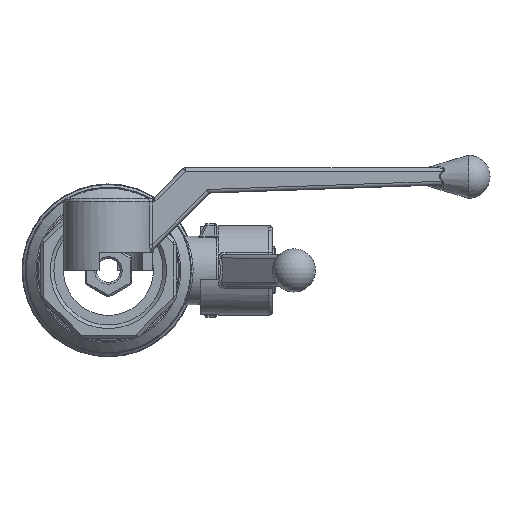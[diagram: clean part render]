
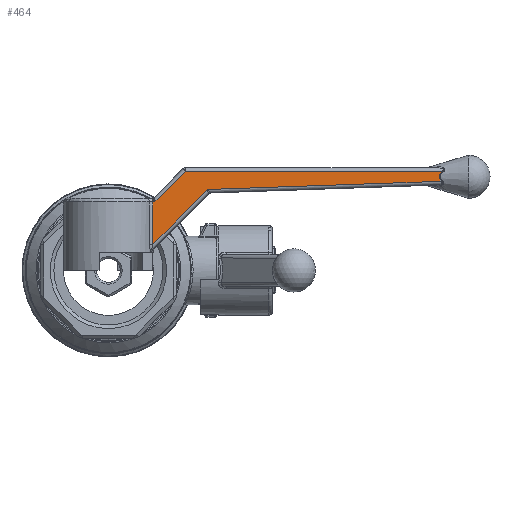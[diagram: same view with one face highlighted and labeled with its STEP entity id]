
A CAD part, front view. The second image highlights one B-rep face of the part: STEP entity #464.
In plain terms, the highlighted planar face has unit normal (0.011, -1, 0).
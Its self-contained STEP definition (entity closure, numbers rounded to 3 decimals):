
#464 = ADVANCED_FACE( '', ( #1138 ), #1139, .T. );
#1138 = FACE_OUTER_BOUND( '', #2439, .T. );
#1139 = PLANE( '', #2440 );
#2439 = EDGE_LOOP( '', ( #5228, #5229, #5230, #5231, #5232, #5233, #5234 ) );
#2440 = AXIS2_PLACEMENT_3D( '', #5235, #5236, #5237 );
#5228 = ORIENTED_EDGE( '', *, *, #7203, .T. );
#5229 = ORIENTED_EDGE( '', *, *, #7257, .T. );
#5230 = ORIENTED_EDGE( '', *, *, #7258, .T. );
#5231 = ORIENTED_EDGE( '', *, *, #7018, .T. );
#5232 = ORIENTED_EDGE( '', *, *, #6939, .T. );
#5233 = ORIENTED_EDGE( '', *, *, #7259, .T. );
#5234 = ORIENTED_EDGE( '', *, *, #7141, .T. );
#5235 = CARTESIAN_POINT( '', ( 10., -4.5, -107.376 ) );
#5236 = DIRECTION( '', ( 0.011, -1., 0. ) );
#5237 = DIRECTION( '', ( 1., 0.011, 0. ) );
#6939 = EDGE_CURVE( '', #7866, #7867, #7868, .F. );
#7018 = EDGE_CURVE( '', #8007, #7866, #8008, .F. );
#7141 = EDGE_CURVE( '', #8215, #7882, #8216, .F. );
#7203 = EDGE_CURVE( '', #7882, #8314, #8315, .F. );
#7257 = EDGE_CURVE( '', #8314, #8397, #8398, .T. );
#7258 = EDGE_CURVE( '', #8397, #8007, #8399, .F. );
#7259 = EDGE_CURVE( '', #7867, #8215, #8400, .F. );
#7866 = VERTEX_POINT( '', #9172 );
#7867 = VERTEX_POINT( '', #9173 );
#7868 = LINE( '', #9174, #9175 );
#7882 = VERTEX_POINT( '', #9189 );
#8007 = VERTEX_POINT( '', #9744 );
#8008 = LINE( '', #9745, #9746 );
#8215 = VERTEX_POINT( '', #10047 );
#8216 = LINE( '', #10048, #10049 );
#8314 = VERTEX_POINT( '', #10274 );
#8315 = LINE( '', #10275, #10276 );
#8397 = VERTEX_POINT( '', #10457 );
#8398 = B_SPLINE_CURVE_WITH_KNOTS( '', 3, ( #10458, #10459, #10460, #10461, #10462, #10463, #10464, #10465, #10466, #10467, #10468, #10469, #10470, #10471, #10472, #10473, #10474, #10475, #10476, #10477, #10478, #10479, #10480, #10481, #10482, #10483, #10484, #10485, #10486, #10487, #10488, #10489, #10490, #10491, #10492, #10493, #10494, #10495, #10496, #10497, #10498, #10499, #10500, #10501, #10502, #10503, #10504, #10505 ), .UNSPECIFIED., .F., .F., ( 4, 2, 2, 2, 2, 2, 2, 2, 2, 2, 2, 1, 1, 1, 1, 1, 2, 2, 2, 2, 2, 1, 2, 2, 2, 2, 4 ), ( 0., 0., 0., 0.001, 0.001, 0.001, 0.001, 0.001, 0.001, 0.001, 0.001, 0.001, 0.001, 0.002, 0.002, 0.002, 0.002, 0.002, 0.002, 0.002, 0.002, 0.002, 0.003, 0.003, 0.003, 0.003, 0.003 ), .UNSPECIFIED. );
#8399 = LINE( '', #10506, #10507 );
#8400 = LINE( '', #10508, #10509 );
#9172 = CARTESIAN_POINT( '', ( 12.925, -4.467, 19. ) );
#9173 = CARTESIAN_POINT( '', ( 12.329, -4.474, 19. ) );
#9174 = CARTESIAN_POINT( '', ( 10.586, -4.493, 19. ) );
#9175 = VECTOR( '', #13575, 1000. );
#9189 = CARTESIAN_POINT( '', ( 27.568, -4.305, 22.471 ) );
#9744 = CARTESIAN_POINT( '', ( 21.425, -4.373, 27.5 ) );
#9745 = CARTESIAN_POINT( '', ( 13.213, -4.464, 19.287 ) );
#9746 = VECTOR( '', #13699, 1000. );
#10047 = CARTESIAN_POINT( '', ( 12.329, -4.474, 7.232 ) );
#10048 = CARTESIAN_POINT( '', ( 27.284, -4.308, 22.187 ) );
#10049 = VECTOR( '', #13869, 1000. );
#10274 = CARTESIAN_POINT( '', ( 92.364, -3.585, 24.734 ) );
#10275 = CARTESIAN_POINT( '', ( 93.952, -3.567, 24.789 ) );
#10276 = VECTOR( '', #13930, 1000. );
#10457 = CARTESIAN_POINT( '', ( 92.581, -3.582, 27.5 ) );
#10458 = CARTESIAN_POINT( '', ( 92.364, -3.585, 24.734 ) );
#10459 = CARTESIAN_POINT( '', ( 92.321, -3.585, 24.783 ) );
#10460 = CARTESIAN_POINT( '', ( 92.28, -3.586, 24.834 ) );
#10461 = CARTESIAN_POINT( '', ( 92.2, -3.587, 24.939 ) );
#10462 = CARTESIAN_POINT( '', ( 92.163, -3.587, 24.992 ) );
#10463 = CARTESIAN_POINT( '', ( 92.091, -3.588, 25.102 ) );
#10464 = CARTESIAN_POINT( '', ( 92.057, -3.588, 25.158 ) );
#10465 = CARTESIAN_POINT( '', ( 92.018, -3.589, 25.23 ) );
#10466 = CARTESIAN_POINT( '', ( 92.01, -3.589, 25.245 ) );
#10467 = CARTESIAN_POINT( '', ( 91.995, -3.589, 25.274 ) );
#10468 = CARTESIAN_POINT( '', ( 91.988, -3.589, 25.289 ) );
#10469 = CARTESIAN_POINT( '', ( 91.967, -3.589, 25.333 ) );
#10470 = CARTESIAN_POINT( '', ( 91.953, -3.589, 25.363 ) );
#10471 = CARTESIAN_POINT( '', ( 91.915, -3.59, 25.453 ) );
#10472 = CARTESIAN_POINT( '', ( 91.893, -3.59, 25.514 ) );
#10473 = CARTESIAN_POINT( '', ( 91.856, -3.59, 25.638 ) );
#10474 = CARTESIAN_POINT( '', ( 91.842, -3.591, 25.702 ) );
#10475 = CARTESIAN_POINT( '', ( 91.826, -3.591, 25.798 ) );
#10476 = CARTESIAN_POINT( '', ( 91.821, -3.591, 25.831 ) );
#10477 = CARTESIAN_POINT( '', ( 91.818, -3.591, 25.872 ) );
#10478 = CARTESIAN_POINT( '', ( 91.817, -3.591, 25.88 ) );
#10479 = CARTESIAN_POINT( '', ( 91.816, -3.591, 25.897 ) );
#10480 = CARTESIAN_POINT( '', ( 91.814, -3.591, 25.922 ) );
#10481 = CARTESIAN_POINT( '', ( 91.81, -3.591, 26.012 ) );
#10482 = CARTESIAN_POINT( '', ( 91.816, -3.591, 26.158 ) );
#10483 = CARTESIAN_POINT( '', ( 91.842, -3.591, 26.303 ) );
#10484 = CARTESIAN_POINT( '', ( 91.865, -3.59, 26.39 ) );
#10485 = CARTESIAN_POINT( '', ( 91.872, -3.59, 26.414 ) );
#10486 = CARTESIAN_POINT( '', ( 91.876, -3.59, 26.43 ) );
#10487 = CARTESIAN_POINT( '', ( 91.879, -3.59, 26.438 ) );
#10488 = CARTESIAN_POINT( '', ( 91.891, -3.59, 26.477 ) );
#10489 = CARTESIAN_POINT( '', ( 91.902, -3.59, 26.508 ) );
#10490 = CARTESIAN_POINT( '', ( 91.936, -3.59, 26.6 ) );
#10491 = CARTESIAN_POINT( '', ( 91.962, -3.589, 26.66 ) );
#10492 = CARTESIAN_POINT( '', ( 92.02, -3.589, 26.777 ) );
#10493 = CARTESIAN_POINT( '', ( 92.052, -3.588, 26.834 ) );
#10494 = CARTESIAN_POINT( '', ( 92.103, -3.588, 26.917 ) );
#10495 = CARTESIAN_POINT( '', ( 92.13, -3.587, 26.959 ) );
#10496 = CARTESIAN_POINT( '', ( 92.158, -3.587, 26.999 ) );
#10497 = CARTESIAN_POINT( '', ( 92.176, -3.587, 27.026 ) );
#10498 = CARTESIAN_POINT( '', ( 92.186, -3.587, 27.04 ) );
#10499 = CARTESIAN_POINT( '', ( 92.234, -3.586, 27.107 ) );
#10500 = CARTESIAN_POINT( '', ( 92.274, -3.586, 27.158 ) );
#10501 = CARTESIAN_POINT( '', ( 92.357, -3.585, 27.26 ) );
#10502 = CARTESIAN_POINT( '', ( 92.4, -3.584, 27.309 ) );
#10503 = CARTESIAN_POINT( '', ( 92.489, -3.583, 27.406 ) );
#10504 = CARTESIAN_POINT( '', ( 92.534, -3.583, 27.454 ) );
#10505 = CARTESIAN_POINT( '', ( 92.581, -3.582, 27.5 ) );
#10506 = CARTESIAN_POINT( '', ( 21., -4.378, 27.5 ) );
#10507 = VECTOR( '', #14001, 1000. );
#10508 = CARTESIAN_POINT( '', ( 12.329, -4.474, 6.572 ) );
#10509 = VECTOR( '', #14002, 1000. );
#13575 = DIRECTION( '', ( 1., 0.011, 0. ) );
#13699 = DIRECTION( '', ( 0.707, 0.008, 0.707 ) );
#13869 = DIRECTION( '', ( -0.707, -0.008, -0.707 ) );
#13930 = DIRECTION( '', ( -0.999, -0.011, -0.035 ) );
#14001 = DIRECTION( '', ( 1., 0.011, 0. ) );
#14002 = DIRECTION( '', ( 0., 0., 1. ) );
